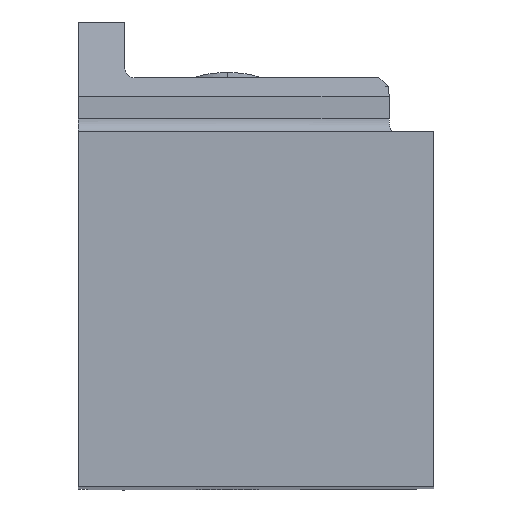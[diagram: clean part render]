
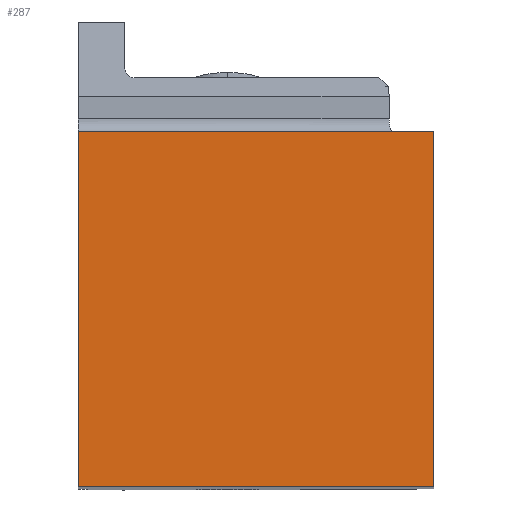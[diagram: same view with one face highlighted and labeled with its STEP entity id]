
A CAD part, top view. The second image highlights one B-rep face of the part: STEP entity #287.
In plain terms, the highlighted planar face has unit normal (0, 0, 1).
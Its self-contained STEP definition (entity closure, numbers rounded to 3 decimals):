
#287=ADVANCED_FACE('',(#522),#397,.T.);
#397=PLANE('',#3671);
#522=FACE_OUTER_BOUND('',#701,.T.);
#701=EDGE_LOOP('',(#1291,#1292,#1293,#1294));
#1291=ORIENTED_EDGE('',*,*,#2448,.T.);
#1292=ORIENTED_EDGE('',*,*,#2447,.F.);
#1293=ORIENTED_EDGE('',*,*,#2449,.F.);
#1294=ORIENTED_EDGE('',*,*,#2450,.F.);
#2011=VERTEX_POINT('',#10005);
#2014=VERTEX_POINT('',#10010);
#2015=VERTEX_POINT('',#10014);
#2016=VERTEX_POINT('',#10016);
#2447=EDGE_CURVE('',#2014,#2011,#3182,.T.);
#2448=EDGE_CURVE('',#2015,#2011,#3183,.T.);
#2449=EDGE_CURVE('',#2016,#2014,#3184,.T.);
#2450=EDGE_CURVE('',#2015,#2016,#3185,.T.);
#3182=LINE('',#10011,#3378);
#3183=LINE('',#10013,#3379);
#3184=LINE('',#10015,#3380);
#3185=LINE('',#10017,#3381);
#3378=VECTOR('',#4069,1.);
#3379=VECTOR('',#4072,1.);
#3380=VECTOR('',#4073,1.);
#3381=VECTOR('',#4074,1.);
#3671=AXIS2_PLACEMENT_3D('',#10018,#4075,#4076);
#4069=DIRECTION('',(0.,-1.,0.));
#4072=DIRECTION('',(1.,0.,0.));
#4073=DIRECTION('',(1.,0.,0.));
#4074=DIRECTION('',(0.,1.,0.));
#4075=DIRECTION('',(0.,0.,1.));
#4076=DIRECTION('',(-1.,0.,0.));
#10005=CARTESIAN_POINT('',(0.,0.,0.));
#10010=CARTESIAN_POINT('',(0.,19.05,0.));
#10011=CARTESIAN_POINT('',(0.,19.05,0.));
#10013=CARTESIAN_POINT('',(-19.05,0.,0.));
#10014=CARTESIAN_POINT('',(-19.05,0.,0.));
#10015=CARTESIAN_POINT('',(-19.05,19.05,0.));
#10016=CARTESIAN_POINT('',(-19.05,19.05,0.));
#10017=CARTESIAN_POINT('',(-19.05,0.,0.));
#10018=CARTESIAN_POINT('',(-9.525,9.525,0.));
